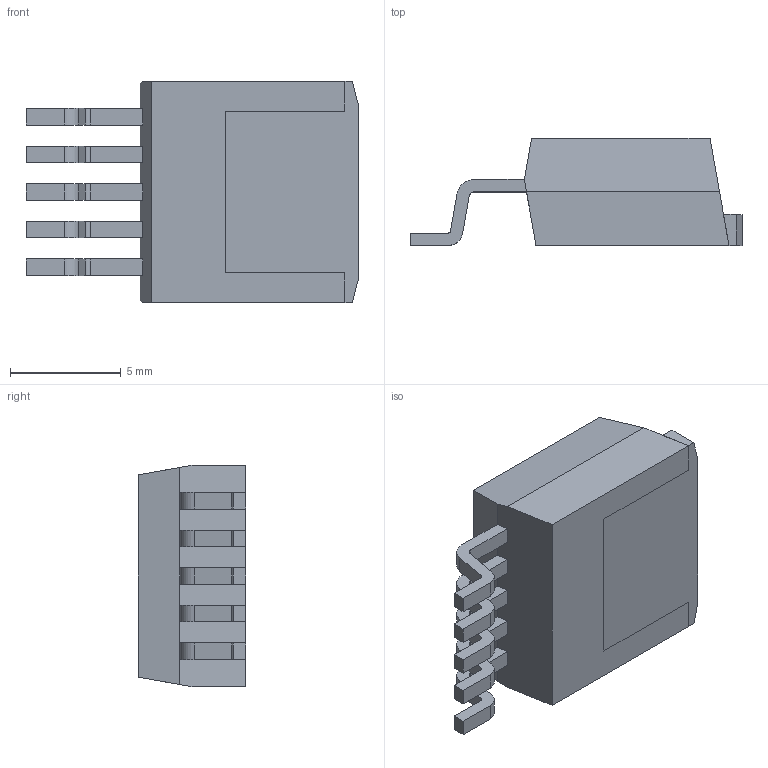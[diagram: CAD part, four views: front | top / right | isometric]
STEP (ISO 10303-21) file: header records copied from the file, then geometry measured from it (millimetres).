
FILE_DESCRIPTION (( 'STEP AP214' ), '1' );
FILE_NAME ('TS2596CM550 RNG.STEP', '2024-10-01T08:26:17', ( '' ), ( '' ), 'SwSTEP 2.0', 'SolidWorks 2020', '' );
FILE_SCHEMA (( 'AUTOMOTIVE_DESIGN' ));
Length unit declared in the file: millimetre
Products named in the file (1): TS2596CM550 RNG
Bounding box: 15 x 4.85 x 10 mm (x, y, z)
Volume: 432.5 mm3; surface area: 585.2 mm2
Topology: 7 solids, 7 shells, 95 faces, 243 edges, 162 vertices
Faces by surface type: plane 75, cylinder 20
Entity records: 2945 total; most frequent: CARTESIAN_POINT 501, ORIENTED_EDGE 486, DIRECTION 475, EDGE_CURVE 243, LINE 203, VECTOR 203, VERTEX_POINT 162, AXIS2_PLACEMENT_3D 136
